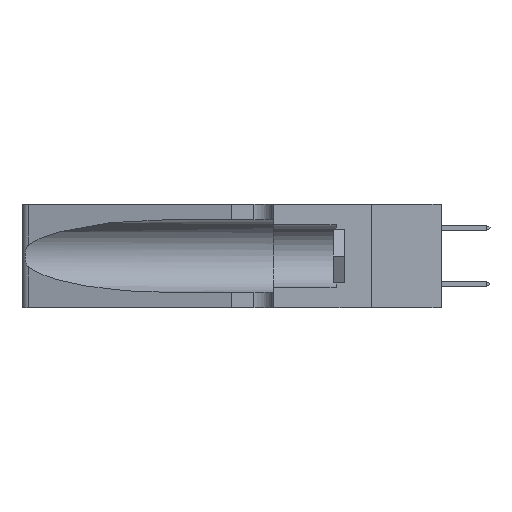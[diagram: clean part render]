
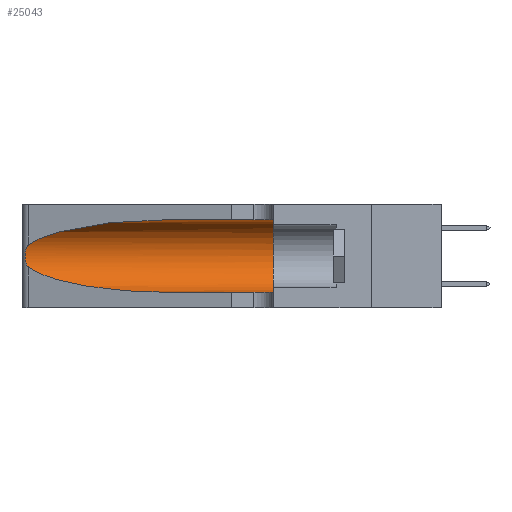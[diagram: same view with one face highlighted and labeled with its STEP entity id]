
A CAD part, left-side view. The second image highlights one B-rep face of the part: STEP entity #25043.
In plain terms, the highlighted cylindrical face has radius 3.308 mm (diameter 6.617 mm), a partial arc.
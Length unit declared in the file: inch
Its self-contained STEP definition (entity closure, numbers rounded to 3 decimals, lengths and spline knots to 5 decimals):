
#783 = CARTESIAN_POINT ( 'NONE',  ( 0.25555, 1.22993, 0.14849 ) ) ;
#1152 = EDGE_CURVE ( 'NONE', #9619, #24037, #9102, .T. ) ;
#1237 = CARTESIAN_POINT ( 'NONE',  ( 0.18966, 0.96281, 0.31525 ) ) ;
#1662 = VECTOR ( 'NONE', #16404, 39.37008 ) ;
#2451 = VERTEX_POINT ( 'NONE', #13997 ) ;
#2572 = EDGE_CURVE ( 'NONE', #10783, #5671, #9292, .T. ) ;
#3242 = CARTESIAN_POINT ( 'NONE',  ( 0.2373, 1.15595, 0.08982 ) ) ;
#3648 = FACE_OUTER_BOUND ( 'NONE', #15032, .T. ) ;
#3861 = ORIENTED_EDGE ( 'NONE', *, *, #2572, .T. ) ;
#4197 = DIRECTION ( 'NONE',  ( 0., 1., 0. ) ) ;
#4733 = CARTESIAN_POINT ( 'NONE',  ( 0.25487, 1.22718, 0.22369 ) ) ;
#4898 = CARTESIAN_POINT ( 'NONE',  ( 0.26018, 1.23835, 0.19895 ) ) ;
#5671 = VERTEX_POINT ( 'NONE', #16613 ) ;
#6802 = CARTESIAN_POINT ( 'NONE',  ( 0.1305, 1.61858, 0.05475 ) ) ;
#6968 = CARTESIAN_POINT ( 'NONE',  ( 0.18966, 0.96281, 0.05475 ) ) ;
#7229 = CARTESIAN_POINT ( 'NONE',  ( 0.25487, 1.22718, 0.14631 ) ) ;
#7363 = CARTESIAN_POINT ( 'NONE',  ( 0.1305, 0.72297, 0.31525 ) ) ;
#8016 = EDGE_CURVE ( 'NONE', #2451, #24037, #21419, .T. ) ;
#8283 = CARTESIAN_POINT ( 'NONE',  ( 0.1305, 0.35, 0.185 ) ) ;
#8344 = CARTESIAN_POINT ( 'NONE',  ( 0.1305, 1.61858, 0.185 ) ) ;
#8461 = CARTESIAN_POINT ( 'NONE',  ( 0.25487, 1.22718, 0.14631 ) ) ;
#9102 = CIRCLE ( 'NONE', #15931, 0.13025 ) ;
#9292 = B_SPLINE_CURVE_WITH_KNOTS ( 'NONE', 3,
 ( #4733, #12695, #12429, #16755, #10443, #4898, #18722, #18644, #20597, #22553, #16575, #10787, #783, #8461 ),
 .UNSPECIFIED., .F., .F.,
 ( 4, 2, 2, 2, 2, 2, 4 ),
 ( 0., 0.00027, 0.00053, 0.00107, 0.0016, 0.00187, 0.00214 ),
 .UNSPECIFIED. ) ;
#9619 = VERTEX_POINT ( 'NONE', #19858 ) ;
#9726 = CARTESIAN_POINT ( 'NONE',  ( 0.1305, 0.72297, 0.31525 ) ) ;
#10343 = LINE ( 'NONE', #11222, #24786 ) ;
#10443 = CARTESIAN_POINT ( 'NONE',  ( 0.25854, 1.2359, 0.20912 ) ) ;
#10783 = VERTEX_POINT ( 'NONE', #23259 ) ;
#10787 = CARTESIAN_POINT ( 'NONE',  ( 0.25639, 1.23186, 0.15144 ) ) ;
#10866 =( BOUNDED_CURVE ( )  B_SPLINE_CURVE ( 3, ( #7229, #3242, #6968, #18711 ),
 .UNSPECIFIED., .F., .F. ) 
 B_SPLINE_CURVE_WITH_KNOTS ( ( 4, 4 ),
 ( 3.44316, 4.71239 ),
 .UNSPECIFIED. ) 
 CURVE ( )  GEOMETRIC_REPRESENTATION_ITEM ( )  RATIONAL_B_SPLINE_CURVE ( ( 1., 0.87, 0.87, 1. ) ) 
 REPRESENTATION_ITEM ( '' )  );
#11011 = ORIENTED_EDGE ( 'NONE', *, *, #1152, .F. ) ;
#11222 = CARTESIAN_POINT ( 'NONE',  ( 0.1305, 1.61858, 0.31525 ) ) ;
#11629 =( BOUNDED_CURVE ( )  B_SPLINE_CURVE ( 3, ( #7363, #1237, #25090, #13328 ),
 .UNSPECIFIED., .F., .F. ) 
 B_SPLINE_CURVE_WITH_KNOTS ( ( 4, 4 ),
 ( 1.5708, 2.84003 ),
 .UNSPECIFIED. ) 
 CURVE ( )  GEOMETRIC_REPRESENTATION_ITEM ( )  RATIONAL_B_SPLINE_CURVE ( ( 1., 0.87, 0.87, 1. ) ) 
 REPRESENTATION_ITEM ( '' )  );
#11876 = ORIENTED_EDGE ( 'NONE', *, *, #14085, .F. ) ;
#11988 = CYLINDRICAL_SURFACE ( 'NONE', #20211, 0.13025 ) ;
#12429 = CARTESIAN_POINT ( 'NONE',  ( 0.25639, 1.23184, 0.21858 ) ) ;
#12695 = CARTESIAN_POINT ( 'NONE',  ( 0.25555, 1.22994, 0.2215 ) ) ;
#13328 = CARTESIAN_POINT ( 'NONE',  ( 0.25487, 1.22718, 0.22369 ) ) ;
#13617 = ORIENTED_EDGE ( 'NONE', *, *, #17709, .T. ) ;
#13664 = CARTESIAN_POINT ( 'NONE',  ( 0.1305, 0.35, 0.05475 ) ) ;
#13997 = CARTESIAN_POINT ( 'NONE',  ( 0.1305, 0.72297, 0.05475 ) ) ;
#14085 = EDGE_CURVE ( 'NONE', #14817, #9619, #10343, .T. ) ;
#14817 = VERTEX_POINT ( 'NONE', #9726 ) ;
#15032 = EDGE_LOOP ( 'NONE', ( #13617, #3861, #20395, #18123, #11011, #11876 ) ) ;
#15828 = DIRECTION ( 'NONE',  ( 0., -1., 0. ) ) ;
#15931 = AXIS2_PLACEMENT_3D ( 'NONE', #8283, #4197, #19929 ) ;
#16404 = DIRECTION ( 'NONE',  ( 0., -1., 0. ) ) ;
#16575 = CARTESIAN_POINT ( 'NONE',  ( 0.25789, 1.23486, 0.15765 ) ) ;
#16613 = CARTESIAN_POINT ( 'NONE',  ( 0.25487, 1.22718, 0.14631 ) ) ;
#16755 = CARTESIAN_POINT ( 'NONE',  ( 0.25787, 1.23484, 0.2124 ) ) ;
#17709 = EDGE_CURVE ( 'NONE', #14817, #10783, #11629, .T. ) ;
#18123 = ORIENTED_EDGE ( 'NONE', *, *, #8016, .T. ) ;
#18644 = CARTESIAN_POINT ( 'NONE',  ( 0.26075, 1.23896, 0.178 ) ) ;
#18698 = EDGE_CURVE ( 'NONE', #5671, #2451, #10866, .T. ) ;
#18711 = CARTESIAN_POINT ( 'NONE',  ( 0.1305, 0.72297, 0.05475 ) ) ;
#18722 = CARTESIAN_POINT ( 'NONE',  ( 0.26075, 1.23896, 0.19203 ) ) ;
#19239 = DIRECTION ( 'NONE',  ( 0., -1., 0. ) ) ;
#19818 = DIRECTION ( 'NONE',  ( 0., 0., -1. ) ) ;
#19858 = CARTESIAN_POINT ( 'NONE',  ( 0.1305, 0.35, 0.31525 ) ) ;
#19929 = DIRECTION ( 'NONE',  ( 0., 0., 1. ) ) ;
#20211 = AXIS2_PLACEMENT_3D ( 'NONE', #8344, #15828, #19818 ) ;
#20395 = ORIENTED_EDGE ( 'NONE', *, *, #18698, .T. ) ;
#20597 = CARTESIAN_POINT ( 'NONE',  ( 0.26017, 1.23833, 0.17102 ) ) ;
#21419 = LINE ( 'NONE', #6802, #1662 ) ;
#22553 = CARTESIAN_POINT ( 'NONE',  ( 0.25856, 1.23593, 0.16098 ) ) ;
#23259 = CARTESIAN_POINT ( 'NONE',  ( 0.25487, 1.22718, 0.22369 ) ) ;
#24037 = VERTEX_POINT ( 'NONE', #13664 ) ;
#24786 = VECTOR ( 'NONE', #19239, 39.37008 ) ;
#25043 = ADVANCED_FACE ( 'NONE', ( #3648 ), #11988, .F. ) ;
#25090 = CARTESIAN_POINT ( 'NONE',  ( 0.2373, 1.15595, 0.28018 ) ) ;
